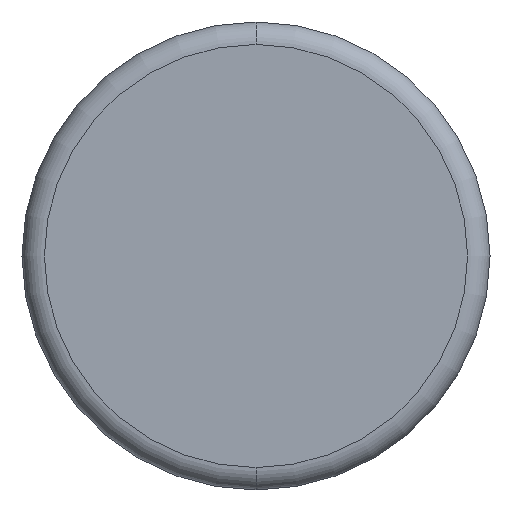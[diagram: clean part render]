
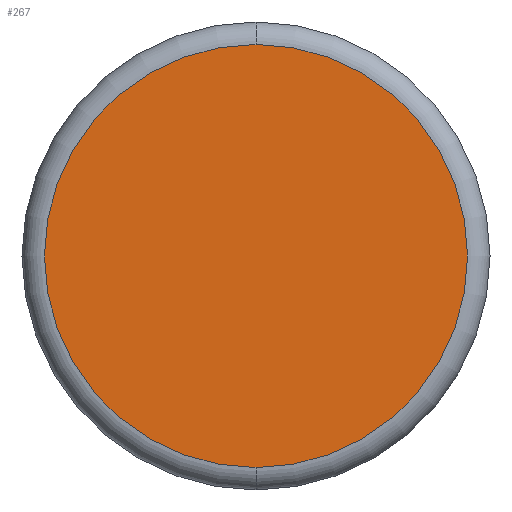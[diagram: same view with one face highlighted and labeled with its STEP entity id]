
A CAD part, front view. The second image highlights one B-rep face of the part: STEP entity #267.
In plain terms, the highlighted planar face has unit normal (0, -1, 0).
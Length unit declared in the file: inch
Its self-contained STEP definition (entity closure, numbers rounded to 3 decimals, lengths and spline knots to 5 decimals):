
#2 = EDGE_CURVE ( 'NONE', #34, #168, #102, .T. ) ;
#34 = VERTEX_POINT ( 'NONE', #218 ) ;
#49 = PLANE ( 'NONE',  #235 ) ;
#59 = CARTESIAN_POINT ( 'NONE',  ( 0., 0., 0. ) ) ;
#71 = CARTESIAN_POINT ( 'NONE',  ( 0., 0., -0.2825 ) ) ;
#77 = DIRECTION ( 'NONE',  ( 0., -1., 0. ) ) ;
#102 = CIRCLE ( 'NONE', #327, 0.2825 ) ;
#117 = ORIENTED_EDGE ( 'NONE', *, *, #2, .T. ) ;
#168 = VERTEX_POINT ( 'NONE', #71 ) ;
#189 = EDGE_LOOP ( 'NONE', ( #195, #117 ) ) ;
#195 = ORIENTED_EDGE ( 'NONE', *, *, #314, .T. ) ;
#218 = CARTESIAN_POINT ( 'NONE',  ( 0., 0., 0.2825 ) ) ;
#220 = DIRECTION ( 'NONE',  ( 0., -1., 0. ) ) ;
#228 = AXIS2_PLACEMENT_3D ( 'NONE', #59, #232, #420 ) ;
#232 = DIRECTION ( 'NONE',  ( 0., -1., 0. ) ) ;
#235 = AXIS2_PLACEMENT_3D ( 'NONE', #501, #220, #452 ) ;
#248 = DIRECTION ( 'NONE',  ( 0., 0., -1. ) ) ;
#267 = ADVANCED_FACE ( 'NONE', ( #454 ), #49, .T. ) ;
#314 = EDGE_CURVE ( 'NONE', #168, #34, #318, .T. ) ;
#318 = CIRCLE ( 'NONE', #228, 0.2825 ) ;
#327 = AXIS2_PLACEMENT_3D ( 'NONE', #442, #77, #248 ) ;
#420 = DIRECTION ( 'NONE',  ( 0., 0., -1. ) ) ;
#442 = CARTESIAN_POINT ( 'NONE',  ( 0., 0., 0. ) ) ;
#452 = DIRECTION ( 'NONE',  ( 0., 0., -1. ) ) ;
#454 = FACE_OUTER_BOUND ( 'NONE', #189, .T. ) ;
#501 = CARTESIAN_POINT ( 'NONE',  ( 0., 0., 0. ) ) ;
